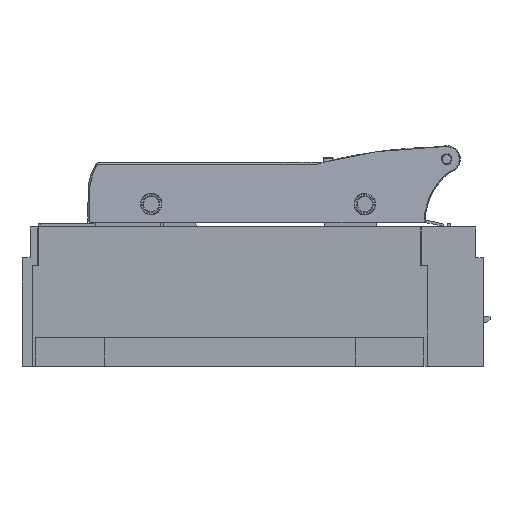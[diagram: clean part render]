
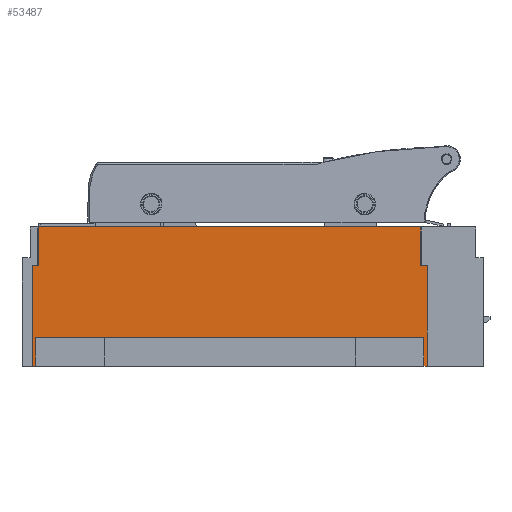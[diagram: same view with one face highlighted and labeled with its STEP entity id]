
A CAD part, front view. The second image highlights one B-rep face of the part: STEP entity #53487.
In plain terms, the highlighted planar face has unit normal (0, -1, 0).
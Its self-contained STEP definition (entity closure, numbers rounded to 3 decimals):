
#53403=AXIS2_PLACEMENT_3D('Plane Axis2P3D',#53400,#53401,#53402) ;
#51180=CARTESIAN_POINT('Vertex',(127.5,-124.75,65.)) ;
#51183=CARTESIAN_POINT('Line Origine',(127.5,-124.75,32.5)) ;
#51187=CARTESIAN_POINT('Vertex',(127.5,-124.75,0.)) ;
#53381=CARTESIAN_POINT('Line Origine',(125.5,-124.75,65.)) ;
#53385=CARTESIAN_POINT('Vertex',(123.5,-124.75,65.)) ;
#53400=CARTESIAN_POINT('Axis2P3D Location',(0.,-124.75,0.)) ;
#53405=CARTESIAN_POINT('Line Origine',(-123.5,-124.75,77.5)) ;
#53409=CARTESIAN_POINT('Vertex',(-123.5,-124.75,65.)) ;
#53411=CARTESIAN_POINT('Vertex',(-123.5,-124.75,90.)) ;
#53414=CARTESIAN_POINT('Line Origine',(-125.5,-124.75,65.)) ;
#53418=CARTESIAN_POINT('Vertex',(-127.5,-124.75,65.)) ;
#53421=CARTESIAN_POINT('Line Origine',(-127.5,-124.75,32.5)) ;
#53425=CARTESIAN_POINT('Vertex',(-127.5,-124.75,0.)) ;
#53428=CARTESIAN_POINT('Line Origine',(-126.5,-124.75,0.)) ;
#53432=CARTESIAN_POINT('Vertex',(-125.5,-124.75,0.)) ;
#53435=CARTESIAN_POINT('Line Origine',(-125.5,-124.75,9.25)) ;
#53439=CARTESIAN_POINT('Vertex',(-125.5,-124.75,18.5)) ;
#53442=CARTESIAN_POINT('Line Origine',(0.,-124.75,18.5)) ;
#53446=CARTESIAN_POINT('Vertex',(125.5,-124.75,18.5)) ;
#53449=CARTESIAN_POINT('Line Origine',(125.5,-124.75,9.25)) ;
#53453=CARTESIAN_POINT('Vertex',(125.5,-124.75,0.)) ;
#53456=CARTESIAN_POINT('Line Origine',(126.5,-124.75,0.)) ;
#53461=CARTESIAN_POINT('Line Origine',(123.5,-124.75,77.5)) ;
#53465=CARTESIAN_POINT('Vertex',(123.5,-124.75,90.)) ;
#53468=CARTESIAN_POINT('Line Origine',(0.,-124.75,90.)) ;
#51184=DIRECTION('Vector Direction',(0.,0.,1.)) ;
#53382=DIRECTION('Vector Direction',(1.,0.,0.)) ;
#53401=DIRECTION('Axis2P3D Direction',(0.,1.,0.)) ;
#53402=DIRECTION('Axis2P3D XDirection',(0.,0.,1.)) ;
#53406=DIRECTION('Vector Direction',(0.,0.,1.)) ;
#53415=DIRECTION('Vector Direction',(-1.,0.,0.)) ;
#53422=DIRECTION('Vector Direction',(0.,0.,1.)) ;
#53429=DIRECTION('Vector Direction',(1.,0.,0.)) ;
#53436=DIRECTION('Vector Direction',(0.,0.,1.)) ;
#53443=DIRECTION('Vector Direction',(1.,0.,0.)) ;
#53450=DIRECTION('Vector Direction',(0.,0.,1.)) ;
#53457=DIRECTION('Vector Direction',(1.,0.,0.)) ;
#53462=DIRECTION('Vector Direction',(0.,0.,1.)) ;
#53469=DIRECTION('Vector Direction',(1.,0.,0.)) ;
#51185=VECTOR('Line Direction',#51184,1.) ;
#53383=VECTOR('Line Direction',#53382,1.) ;
#53407=VECTOR('Line Direction',#53406,1.) ;
#53416=VECTOR('Line Direction',#53415,1.) ;
#53423=VECTOR('Line Direction',#53422,1.) ;
#53430=VECTOR('Line Direction',#53429,1.) ;
#53437=VECTOR('Line Direction',#53436,1.) ;
#53444=VECTOR('Line Direction',#53443,1.) ;
#53451=VECTOR('Line Direction',#53450,1.) ;
#53458=VECTOR('Line Direction',#53457,1.) ;
#53463=VECTOR('Line Direction',#53462,1.) ;
#53470=VECTOR('Line Direction',#53469,1.) ;
#53474=ORIENTED_EDGE('',*,*,#53413,.F.) ;
#53475=ORIENTED_EDGE('',*,*,#53420,.T.) ;
#53476=ORIENTED_EDGE('',*,*,#53427,.F.) ;
#53477=ORIENTED_EDGE('',*,*,#53434,.T.) ;
#53478=ORIENTED_EDGE('',*,*,#53441,.T.) ;
#53479=ORIENTED_EDGE('',*,*,#53448,.F.) ;
#53480=ORIENTED_EDGE('',*,*,#53455,.F.) ;
#53481=ORIENTED_EDGE('',*,*,#53460,.T.) ;
#53482=ORIENTED_EDGE('',*,*,#51189,.T.) ;
#53483=ORIENTED_EDGE('',*,*,#53387,.F.) ;
#53484=ORIENTED_EDGE('',*,*,#53467,.T.) ;
#53485=ORIENTED_EDGE('',*,*,#53472,.F.) ;
#53487=ADVANCED_FACE('Hauptkoerper nicht benutzen',(#53486),#53404,.F.) ;
#51189=EDGE_CURVE('',#51188,#51181,#51186,.T.) ;
#53387=EDGE_CURVE('',#53386,#51181,#53384,.T.) ;
#53413=EDGE_CURVE('',#53410,#53412,#53408,.T.) ;
#53420=EDGE_CURVE('',#53410,#53419,#53417,.T.) ;
#53427=EDGE_CURVE('',#53426,#53419,#53424,.T.) ;
#53434=EDGE_CURVE('',#53426,#53433,#53431,.T.) ;
#53441=EDGE_CURVE('',#53433,#53440,#53438,.T.) ;
#53448=EDGE_CURVE('',#53447,#53440,#53445,.F.) ;
#53455=EDGE_CURVE('',#53454,#53447,#53452,.T.) ;
#53460=EDGE_CURVE('',#53454,#51188,#53459,.T.) ;
#53467=EDGE_CURVE('',#53386,#53466,#53464,.T.) ;
#53472=EDGE_CURVE('',#53412,#53466,#53471,.T.) ;
#53473=EDGE_LOOP('',(#53474,#53475,#53476,#53477,#53478,#53479,#53480,#53481,#53482,#53483,#53484,#53485)) ;
#53486=FACE_OUTER_BOUND('',#53473,.T.) ;
#51186=LINE('Line',#51183,#51185) ;
#53384=LINE('Line',#53381,#53383) ;
#53408=LINE('Line',#53405,#53407) ;
#53417=LINE('Line',#53414,#53416) ;
#53424=LINE('Line',#53421,#53423) ;
#53431=LINE('Line',#53428,#53430) ;
#53438=LINE('Line',#53435,#53437) ;
#53445=LINE('Line',#53442,#53444) ;
#53452=LINE('Line',#53449,#53451) ;
#53459=LINE('Line',#53456,#53458) ;
#53464=LINE('Line',#53461,#53463) ;
#53471=LINE('Line',#53468,#53470) ;
#53404=PLANE('Plane',#53403) ;
#51181=VERTEX_POINT('',#51180) ;
#51188=VERTEX_POINT('',#51187) ;
#53386=VERTEX_POINT('',#53385) ;
#53410=VERTEX_POINT('',#53409) ;
#53412=VERTEX_POINT('',#53411) ;
#53419=VERTEX_POINT('',#53418) ;
#53426=VERTEX_POINT('',#53425) ;
#53433=VERTEX_POINT('',#53432) ;
#53440=VERTEX_POINT('',#53439) ;
#53447=VERTEX_POINT('',#53446) ;
#53454=VERTEX_POINT('',#53453) ;
#53466=VERTEX_POINT('',#53465) ;
